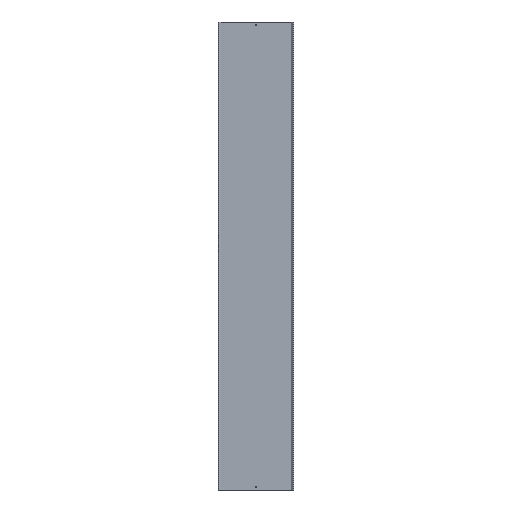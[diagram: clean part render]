
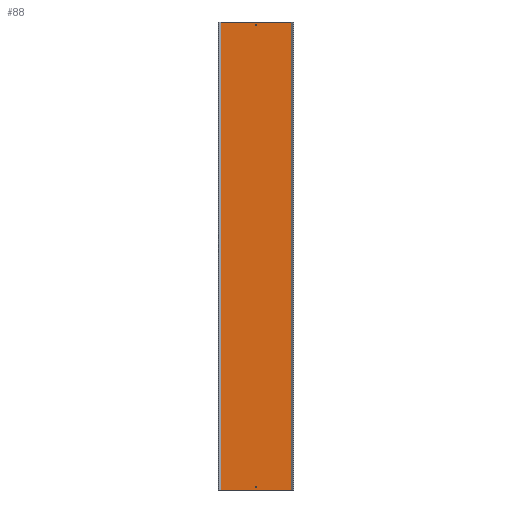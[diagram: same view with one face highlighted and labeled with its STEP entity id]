
A CAD part, front view. The second image highlights one B-rep face of the part: STEP entity #88.
In plain terms, the highlighted planar face has unit normal (0, -1, 0).
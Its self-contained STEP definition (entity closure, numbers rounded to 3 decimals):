
#11 = VERTEX_POINT ( 'NONE', #607 ) ;
#43 = DIRECTION ( 'NONE',  ( -1., 0., 0. ) ) ;
#46 = CARTESIAN_POINT ( 'NONE',  ( 191.616, -2., -1250. ) ) ;
#66 = AXIS2_PLACEMENT_3D ( 'NONE', #573, #373, #426 ) ;
#69 = EDGE_LOOP ( 'NONE', ( #236, #116 ) ) ;
#71 = VERTEX_POINT ( 'NONE', #181 ) ;
#74 = VERTEX_POINT ( 'NONE', #46 ) ;
#84 = DIRECTION ( 'NONE',  ( -1., 0., 0. ) ) ;
#85 = DIRECTION ( 'NONE',  ( 0., -1., 0. ) ) ;
#88 = ADVANCED_FACE ( 'NONE', ( #610, #134, #461 ), #220, .F. ) ;
#90 = CIRCLE ( 'NONE', #187, 2.75 ) ;
#91 = CIRCLE ( 'NONE', #597, 2.75 ) ;
#92 = CARTESIAN_POINT ( 'NONE',  ( 0., -2., 1236. ) ) ;
#116 = ORIENTED_EDGE ( 'NONE', *, *, #127, .F. ) ;
#120 = CARTESIAN_POINT ( 'NONE',  ( -191.616, -2., 1250. ) ) ;
#126 = ORIENTED_EDGE ( 'NONE', *, *, #541, .F. ) ;
#127 = EDGE_CURVE ( 'NONE', #11, #312, #90, .T. ) ;
#133 = DIRECTION ( 'NONE',  ( 1., 0., 0. ) ) ;
#134 = FACE_BOUND ( 'NONE', #69, .T. ) ;
#147 = CARTESIAN_POINT ( 'NONE',  ( -191.616, -2., 1250. ) ) ;
#159 = ORIENTED_EDGE ( 'NONE', *, *, #445, .F. ) ;
#160 = ORIENTED_EDGE ( 'NONE', *, *, #416, .F. ) ;
#167 = CARTESIAN_POINT ( 'NONE',  ( 191.616, -2., 1250. ) ) ;
#181 = CARTESIAN_POINT ( 'NONE',  ( -191.616, -2., -1250. ) ) ;
#187 = AXIS2_PLACEMENT_3D ( 'NONE', #92, #85, #417 ) ;
#194 = VERTEX_POINT ( 'NONE', #436 ) ;
#210 = CARTESIAN_POINT ( 'NONE',  ( -2.75, -2., 1236. ) ) ;
#219 = DIRECTION ( 'NONE',  ( 0., -1., 0. ) ) ;
#220 = PLANE ( 'NONE',  #410 ) ;
#225 = VECTOR ( 'NONE', #263, 1000. ) ;
#231 = CARTESIAN_POINT ( 'NONE',  ( 194., -2., 1250. ) ) ;
#236 = ORIENTED_EDGE ( 'NONE', *, *, #383, .F. ) ;
#243 = LINE ( 'NONE', #147, #462 ) ;
#260 = CARTESIAN_POINT ( 'NONE',  ( 191.616, -2., 1250. ) ) ;
#263 = DIRECTION ( 'NONE',  ( 0., 0., -1. ) ) ;
#268 = EDGE_CURVE ( 'NONE', #518, #71, #243, .T. ) ;
#275 = VECTOR ( 'NONE', #577, 1000. ) ;
#278 = VECTOR ( 'NONE', #133, 1000. ) ;
#296 = VERTEX_POINT ( 'NONE', #167 ) ;
#301 = EDGE_LOOP ( 'NONE', ( #340, #435, #126, #591 ) ) ;
#308 = EDGE_CURVE ( 'NONE', #296, #74, #357, .T. ) ;
#309 = VERTEX_POINT ( 'NONE', #488 ) ;
#312 = VERTEX_POINT ( 'NONE', #210 ) ;
#320 = CARTESIAN_POINT ( 'NONE',  ( 194., -2., -1250. ) ) ;
#321 = DIRECTION ( 'NONE',  ( 0., 1., 0. ) ) ;
#324 = DIRECTION ( 'NONE',  ( 0., -1., 0. ) ) ;
#329 = CIRCLE ( 'NONE', #66, 2.75 ) ;
#340 = ORIENTED_EDGE ( 'NONE', *, *, #405, .T. ) ;
#343 = DIRECTION ( 'NONE',  ( 0., 0., -1. ) ) ;
#357 = LINE ( 'NONE', #260, #225 ) ;
#363 = CIRCLE ( 'NONE', #441, 2.75 ) ;
#373 = DIRECTION ( 'NONE',  ( 0., -1., 0. ) ) ;
#374 = CARTESIAN_POINT ( 'NONE',  ( 194., -2., 1250. ) ) ;
#382 = CARTESIAN_POINT ( 'NONE',  ( 0., -2., 1236. ) ) ;
#383 = EDGE_CURVE ( 'NONE', #312, #11, #91, .T. ) ;
#389 = LINE ( 'NONE', #231, #275 ) ;
#405 = EDGE_CURVE ( 'NONE', #71, #74, #458, .T. ) ;
#410 = AXIS2_PLACEMENT_3D ( 'NONE', #374, #321, #43 ) ;
#416 = EDGE_CURVE ( 'NONE', #309, #194, #329, .T. ) ;
#417 = DIRECTION ( 'NONE',  ( -1., 0., 0. ) ) ;
#426 = DIRECTION ( 'NONE',  ( -1., 0., 0. ) ) ;
#435 = ORIENTED_EDGE ( 'NONE', *, *, #308, .F. ) ;
#436 = CARTESIAN_POINT ( 'NONE',  ( 2.75, -2., -1236. ) ) ;
#441 = AXIS2_PLACEMENT_3D ( 'NONE', #512, #219, #84 ) ;
#445 = EDGE_CURVE ( 'NONE', #194, #309, #363, .T. ) ;
#458 = LINE ( 'NONE', #320, #278 ) ;
#461 = FACE_OUTER_BOUND ( 'NONE', #301, .T. ) ;
#462 = VECTOR ( 'NONE', #343, 1000. ) ;
#488 = CARTESIAN_POINT ( 'NONE',  ( -2.75, -2., -1236. ) ) ;
#498 = EDGE_LOOP ( 'NONE', ( #160, #159 ) ) ;
#512 = CARTESIAN_POINT ( 'NONE',  ( 0., -2., -1236. ) ) ;
#518 = VERTEX_POINT ( 'NONE', #120 ) ;
#541 = EDGE_CURVE ( 'NONE', #518, #296, #389, .T. ) ;
#559 = DIRECTION ( 'NONE',  ( -1., 0., 0. ) ) ;
#573 = CARTESIAN_POINT ( 'NONE',  ( 0., -2., -1236. ) ) ;
#577 = DIRECTION ( 'NONE',  ( 1., 0., 0. ) ) ;
#591 = ORIENTED_EDGE ( 'NONE', *, *, #268, .T. ) ;
#597 = AXIS2_PLACEMENT_3D ( 'NONE', #382, #324, #559 ) ;
#607 = CARTESIAN_POINT ( 'NONE',  ( 2.75, -2., 1236. ) ) ;
#610 = FACE_BOUND ( 'NONE', #498, .T. ) ;
